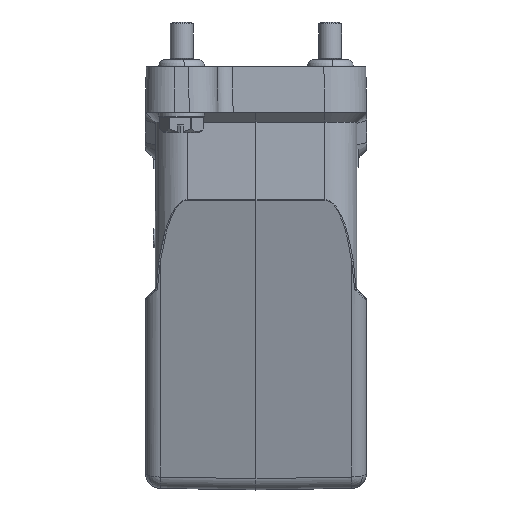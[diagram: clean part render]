
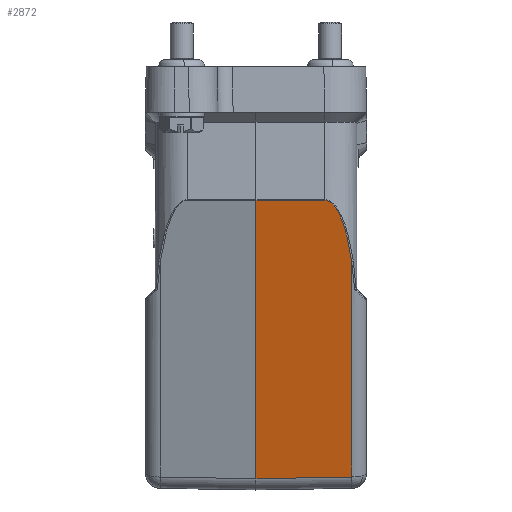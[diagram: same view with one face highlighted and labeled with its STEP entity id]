
A CAD part, left-side view. The second image highlights one B-rep face of the part: STEP entity #2872.
In plain terms, the highlighted planar face has unit normal (-0.966, -0.018, -0.259).
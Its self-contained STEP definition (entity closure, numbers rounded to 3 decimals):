
#660=PLANE('',#10011);
#1373=LINE('',#13702,#2120);
#1413=LINE('',#14428,#2160);
#1414=LINE('',#14469,#2161);
#1415=LINE('',#14492,#2162);
#2120=VECTOR('',#11023,1.);
#2160=VECTOR('',#11141,1.);
#2161=VECTOR('',#11144,1.);
#2162=VECTOR('',#11145,1.);
#2872=ADVANCED_FACE('NONE',(#3495),#660,.F.);
#3495=FACE_OUTER_BOUND('',#4039,.T.);
#4039=EDGE_LOOP('',(#5045,#5046,#5047,#5048,#5049));
#5045=ORIENTED_EDGE('',*,*,#8427,.T.);
#5046=ORIENTED_EDGE('',*,*,#8322,.F.);
#5047=ORIENTED_EDGE('',*,*,#8423,.F.);
#5048=ORIENTED_EDGE('',*,*,#8428,.F.);
#5049=ORIENTED_EDGE('',*,*,#8429,.F.);
#7351=VERTEX_POINT('',#13694);
#7352=VERTEX_POINT('',#13703);
#7415=VERTEX_POINT('',#14427);
#7417=VERTEX_POINT('',#14470);
#7418=VERTEX_POINT('',#14491);
#8322=EDGE_CURVE('NONE',#7351,#7352,#1373,.T.);
#8423=EDGE_CURVE('NONE',#7415,#7351,#1413,.T.);
#8427=EDGE_CURVE('NONE',#7417,#7352,#1414,.T.);
#8428=EDGE_CURVE('NONE',#7418,#7415,#9580,.T.);
#8429=EDGE_CURVE('NONE',#7417,#7418,#1415,.T.);
#9580=B_SPLINE_CURVE_WITH_KNOTS('',3,(#14471,#14472,#14473,#14474,#14475,
#14476,#14477,#14478,#14479,#14480,#14481,#14482,#14483,#14484,#14485,#14486,
#14487,#14488,#14489,#14490),.UNSPECIFIED.,.F.,.F.,(4,2,2,2,2,2,2,2,2,4),
(0.,0.031,0.063,0.125,0.188,0.25,0.375,0.5,0.75,
1.),.UNSPECIFIED.);
#10011=AXIS2_PLACEMENT_3D('',#14493,#11146,#11147);
#11023=DIRECTION('',(-0.013,1.,-0.017));
#11141=DIRECTION('',(0.259,0.,-0.966));
#11144=DIRECTION('',(0.259,0.,-0.966));
#11145=DIRECTION('',(0.017,-1.,0.002));
#11146=DIRECTION('',(0.966,0.017,0.259));
#11147=DIRECTION('',(0.259,0.,-0.966));
#13694=CARTESIAN_POINT('',(-55.094,-25.07,-95.598));
#13702=CARTESIAN_POINT('',(-55.094,-25.07,-95.598));
#13703=CARTESIAN_POINT('',(-55.43,0.,-96.036));
#14427=CARTESIAN_POINT('',(-70.235,-25.07,-39.091));
#14428=CARTESIAN_POINT('',(-54.213,-25.07,-98.887));
#14469=CARTESIAN_POINT('',(-54.636,0.,-99.));
#14470=CARTESIAN_POINT('',(-74.983,0.,-23.064));
#14471=CARTESIAN_POINT('',(-74.668,-18.048,-23.022));
#14472=CARTESIAN_POINT('',(-74.664,-18.244,-23.022));
#14473=CARTESIAN_POINT('',(-74.654,-18.439,-23.048));
#14474=CARTESIAN_POINT('',(-74.62,-18.815,-23.149));
#14475=CARTESIAN_POINT('',(-74.597,-18.996,-23.223));
#14476=CARTESIAN_POINT('',(-74.515,-19.511,-23.494));
#14477=CARTESIAN_POINT('',(-74.444,-19.815,-23.739));
#14478=CARTESIAN_POINT('',(-74.289,-20.363,-24.281));
#14479=CARTESIAN_POINT('',(-74.204,-20.607,-24.58));
#14480=CARTESIAN_POINT('',(-74.029,-21.054,-25.204));
#14481=CARTESIAN_POINT('',(-73.938,-21.257,-25.531));
#14482=CARTESIAN_POINT('',(-73.659,-21.823,-26.533));
#14483=CARTESIAN_POINT('',(-73.466,-22.142,-27.231));
#14484=CARTESIAN_POINT('',(-73.075,-22.714,-28.653));
#14485=CARTESIAN_POINT('',(-72.876,-22.965,-29.377));
#14486=CARTESIAN_POINT('',(-72.276,-23.647,-31.571));
#14487=CARTESIAN_POINT('',(-71.87,-24.009,-33.061));
#14488=CARTESIAN_POINT('',(-71.055,-24.619,-36.062));
#14489=CARTESIAN_POINT('',(-70.646,-24.866,-37.573));
#14490=CARTESIAN_POINT('',(-70.235,-25.07,-39.091));
#14491=CARTESIAN_POINT('',(-74.668,-18.048,-23.022));
#14492=CARTESIAN_POINT('',(-74.989,0.347,-23.064));
#14493=CARTESIAN_POINT('',(-54.636,0.,-99.));
